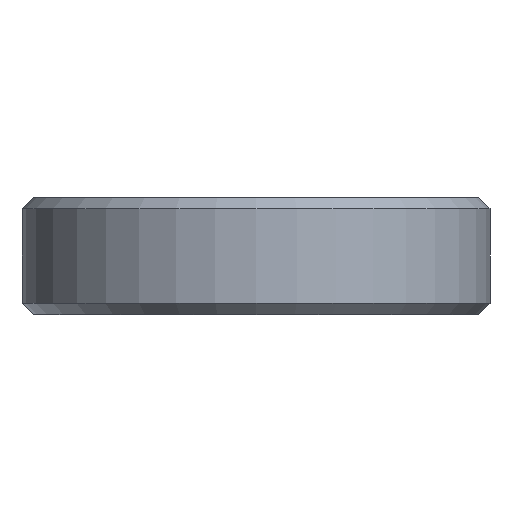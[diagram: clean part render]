
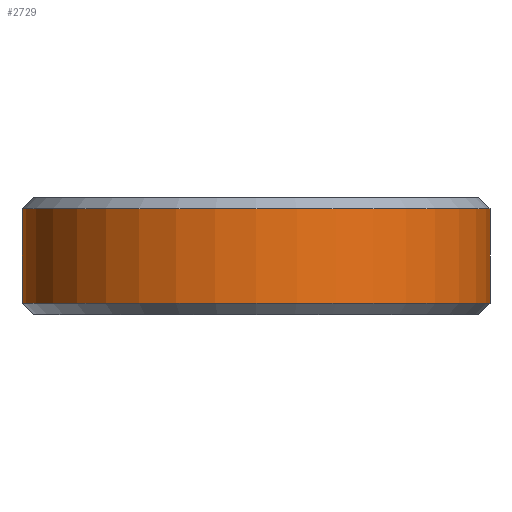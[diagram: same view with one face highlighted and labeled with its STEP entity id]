
A CAD part, left-side view. The second image highlights one B-rep face of the part: STEP entity #2729.
In plain terms, the highlighted cylindrical face has radius 6.25 mm (diameter 12.5 mm), a partial arc.
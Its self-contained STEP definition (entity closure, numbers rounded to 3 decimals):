
#144 = VERTEX_POINT('',#145);
#145 = CARTESIAN_POINT('',(0.,-6.25,0.3));
#161 = CONICAL_SURFACE('',#162,6.25,0.785);
#162 = AXIS2_PLACEMENT_3D('',#163,#164,#165);
#163 = CARTESIAN_POINT('',(0.,0.,0.3));
#164 = DIRECTION('',(0.,0.,1.));
#165 = DIRECTION('',(0.,1.,0.));
#187 = PLANE('',#188);
#188 = AXIS2_PLACEMENT_3D('',#189,#190,#191);
#189 = CARTESIAN_POINT('',(212.5,-6.25,0.));
#190 = DIRECTION('',(0.,-1.,0.));
#191 = DIRECTION('',(-1.,0.,0.));
#290 = PLANE('',#291);
#291 = AXIS2_PLACEMENT_3D('',#292,#293,#294);
#292 = CARTESIAN_POINT('',(212.5,6.25,0.));
#293 = DIRECTION('',(0.,-1.,0.));
#294 = DIRECTION('',(-1.,0.,0.));
#1354 = VERTEX_POINT('',#1355);
#1355 = CARTESIAN_POINT('',(0.,6.25,0.3));
#1402 = EDGE_CURVE('',#1354,#144,#1403,.T.);
#1403 = SURFACE_CURVE('',#1404,(#1409,#1416),.PCURVE_S1.);
#1404 = CIRCLE('',#1405,6.25);
#1405 = AXIS2_PLACEMENT_3D('',#1406,#1407,#1408);
#1406 = CARTESIAN_POINT('',(0.,0.,0.3));
#1407 = DIRECTION('',(0.,-0.,1.));
#1408 = DIRECTION('',(0.,1.,0.));
#1409 = PCURVE('',#161,#1410);
#1410 = DEFINITIONAL_REPRESENTATION('',(#1411),#1415);
#1411 = LINE('',#1412,#1413);
#1412 = CARTESIAN_POINT('',(0.,-0.));
#1413 = VECTOR('',#1414,1.);
#1414 = DIRECTION('',(1.,-0.));
#1415 = ( GEOMETRIC_REPRESENTATION_CONTEXT(2) 
PARAMETRIC_REPRESENTATION_CONTEXT() REPRESENTATION_CONTEXT('2D SPACE',''
  ) );
#1416 = PCURVE('',#1417,#1422);
#1417 = CYLINDRICAL_SURFACE('',#1418,6.25);
#1418 = AXIS2_PLACEMENT_3D('',#1419,#1420,#1421);
#1419 = CARTESIAN_POINT('',(0.,0.,0.));
#1420 = DIRECTION('',(-0.,-0.,-1.));
#1421 = DIRECTION('',(1.,0.,0.));
#1422 = DEFINITIONAL_REPRESENTATION('',(#1423),#1427);
#1423 = LINE('',#1424,#1425);
#1424 = CARTESIAN_POINT('',(-1.571,-0.3));
#1425 = VECTOR('',#1426,1.);
#1426 = DIRECTION('',(-1.,0.));
#1427 = ( GEOMETRIC_REPRESENTATION_CONTEXT(2) 
PARAMETRIC_REPRESENTATION_CONTEXT() REPRESENTATION_CONTEXT('2D SPACE',''
  ) );
#1436 = VERTEX_POINT('',#1437);
#1437 = CARTESIAN_POINT('',(0.,-6.25,2.825));
#1463 = EDGE_CURVE('',#144,#1436,#1464,.T.);
#1464 = SURFACE_CURVE('',#1465,(#1469,#1476),.PCURVE_S1.);
#1465 = LINE('',#1466,#1467);
#1466 = CARTESIAN_POINT('',(0.,-6.25,0.));
#1467 = VECTOR('',#1468,1.);
#1468 = DIRECTION('',(0.,0.,1.));
#1469 = PCURVE('',#187,#1470);
#1470 = DEFINITIONAL_REPRESENTATION('',(#1471),#1475);
#1471 = LINE('',#1472,#1473);
#1472 = CARTESIAN_POINT('',(212.5,0.));
#1473 = VECTOR('',#1474,1.);
#1474 = DIRECTION('',(0.,-1.));
#1475 = ( GEOMETRIC_REPRESENTATION_CONTEXT(2) 
PARAMETRIC_REPRESENTATION_CONTEXT() REPRESENTATION_CONTEXT('2D SPACE',''
  ) );
#1476 = PCURVE('',#1417,#1477);
#1477 = DEFINITIONAL_REPRESENTATION('',(#1478),#1482);
#1478 = LINE('',#1479,#1480);
#1479 = CARTESIAN_POINT('',(-4.712,0.));
#1480 = VECTOR('',#1481,1.);
#1481 = DIRECTION('',(-0.,-1.));
#1482 = ( GEOMETRIC_REPRESENTATION_CONTEXT(2) 
PARAMETRIC_REPRESENTATION_CONTEXT() REPRESENTATION_CONTEXT('2D SPACE',''
  ) );
#1572 = VERTEX_POINT('',#1573);
#1573 = CARTESIAN_POINT('',(0.,6.25,2.825));
#1594 = EDGE_CURVE('',#1354,#1572,#1595,.T.);
#1595 = SURFACE_CURVE('',#1596,(#1600,#1607),.PCURVE_S1.);
#1596 = LINE('',#1597,#1598);
#1597 = CARTESIAN_POINT('',(0.,6.25,0.));
#1598 = VECTOR('',#1599,1.);
#1599 = DIRECTION('',(0.,0.,1.));
#1600 = PCURVE('',#290,#1601);
#1601 = DEFINITIONAL_REPRESENTATION('',(#1602),#1606);
#1602 = LINE('',#1603,#1604);
#1603 = CARTESIAN_POINT('',(212.5,0.));
#1604 = VECTOR('',#1605,1.);
#1605 = DIRECTION('',(0.,-1.));
#1606 = ( GEOMETRIC_REPRESENTATION_CONTEXT(2) 
PARAMETRIC_REPRESENTATION_CONTEXT() REPRESENTATION_CONTEXT('2D SPACE',''
  ) );
#1607 = PCURVE('',#1417,#1608);
#1608 = DEFINITIONAL_REPRESENTATION('',(#1609),#1613);
#1609 = LINE('',#1610,#1611);
#1610 = CARTESIAN_POINT('',(-1.571,0.));
#1611 = VECTOR('',#1612,1.);
#1612 = DIRECTION('',(-0.,-1.));
#1613 = ( GEOMETRIC_REPRESENTATION_CONTEXT(2) 
PARAMETRIC_REPRESENTATION_CONTEXT() REPRESENTATION_CONTEXT('2D SPACE',''
  ) );
#2729 = ADVANCED_FACE('',(#2730),#1417,.T.);
#2730 = FACE_BOUND('',#2731,.F.);
#2731 = EDGE_LOOP('',(#2732,#2733,#2760,#2761));
#2732 = ORIENTED_EDGE('',*,*,#1594,.T.);
#2733 = ORIENTED_EDGE('',*,*,#2734,.T.);
#2734 = EDGE_CURVE('',#1572,#1436,#2735,.T.);
#2735 = SURFACE_CURVE('',#2736,(#2741,#2748),.PCURVE_S1.);
#2736 = CIRCLE('',#2737,6.25);
#2737 = AXIS2_PLACEMENT_3D('',#2738,#2739,#2740);
#2738 = CARTESIAN_POINT('',(0.,0.,2.825));
#2739 = DIRECTION('',(0.,-0.,1.));
#2740 = DIRECTION('',(0.,1.,0.));
#2741 = PCURVE('',#1417,#2742);
#2742 = DEFINITIONAL_REPRESENTATION('',(#2743),#2747);
#2743 = LINE('',#2744,#2745);
#2744 = CARTESIAN_POINT('',(-1.571,-2.825));
#2745 = VECTOR('',#2746,1.);
#2746 = DIRECTION('',(-1.,0.));
#2747 = ( GEOMETRIC_REPRESENTATION_CONTEXT(2) 
PARAMETRIC_REPRESENTATION_CONTEXT() REPRESENTATION_CONTEXT('2D SPACE',''
  ) );
#2748 = PCURVE('',#2749,#2754);
#2749 = CONICAL_SURFACE('',#2750,6.25,0.785);
#2750 = AXIS2_PLACEMENT_3D('',#2751,#2752,#2753);
#2751 = CARTESIAN_POINT('',(0.,0.,2.825));
#2752 = DIRECTION('',(-0.,-0.,-1.));
#2753 = DIRECTION('',(0.,1.,0.));
#2754 = DEFINITIONAL_REPRESENTATION('',(#2755),#2759);
#2755 = LINE('',#2756,#2757);
#2756 = CARTESIAN_POINT('',(-0.,-0.));
#2757 = VECTOR('',#2758,1.);
#2758 = DIRECTION('',(-1.,-0.));
#2759 = ( GEOMETRIC_REPRESENTATION_CONTEXT(2) 
PARAMETRIC_REPRESENTATION_CONTEXT() REPRESENTATION_CONTEXT('2D SPACE',''
  ) );
#2760 = ORIENTED_EDGE('',*,*,#1463,.F.);
#2761 = ORIENTED_EDGE('',*,*,#1402,.F.);
